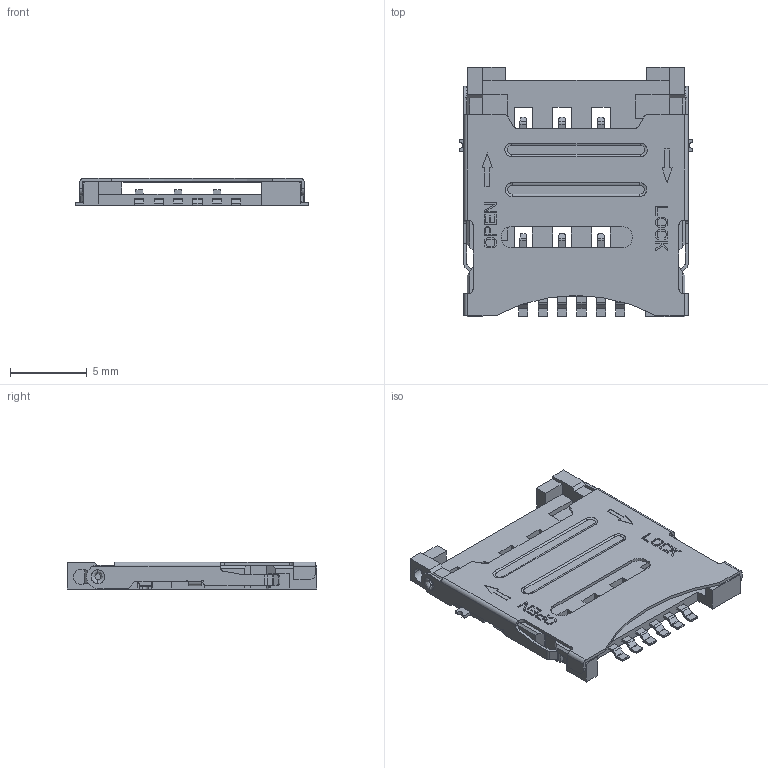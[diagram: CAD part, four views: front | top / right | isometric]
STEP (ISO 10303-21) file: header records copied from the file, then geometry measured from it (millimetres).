
FILE_DESCRIPTION (( 'STEP AP203' ), '1' );
FILE_NAME ('MO-1545.STEP', '2021-06-17T07:41:33', ( '' ), ( '' ), 'SwSTEP 2.0', 'SolidWorks 2019', '' );
FILE_SCHEMA (( 'CONFIG_CONTROL_DESIGN' ));
Length unit declared in the file: millimetre
Products named in the file (11): prt0006; prt0004; prt0001; prt0002; prt0007; prt0003; prt0005; prt0009; MO-1545; prt0008; prt0010
Assembly tree (10 placements, depth 2):
  MO-1545
    prt0001
    prt0002
    prt0003
    prt0004
    prt0005
    prt0006
    prt0007
    prt0008
    prt0009
    prt0010
Bounding box: 15.2 x 16.3 x 1.8 mm (x, y, z)
Volume: 140.1 mm3; surface area: 1122.6 mm2
Topology: 9 solids, 10 shells, 992 faces, 2726 edges, 1773 vertices
Faces by surface type: plane 743, cylinder 193, bspline 56
Entity records: 33818 total; most frequent: CARTESIAN_POINT 7513, ORIENTED_EDGE 5450, DIRECTION 4849, EDGE_CURVE 2726, VECTOR 2255, LINE 2255, VERTEX_POINT 1773, AXIS2_PLACEMENT_3D 1297
